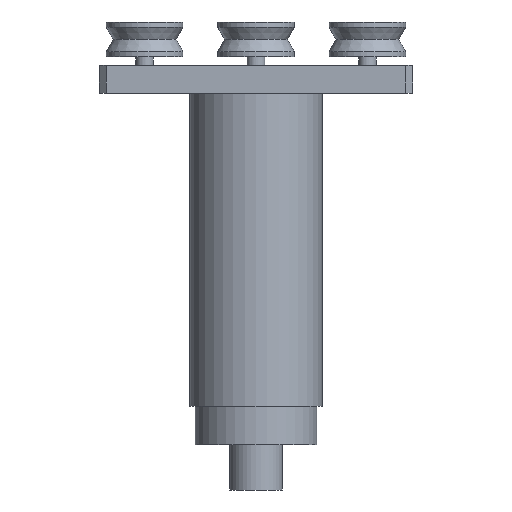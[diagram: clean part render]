
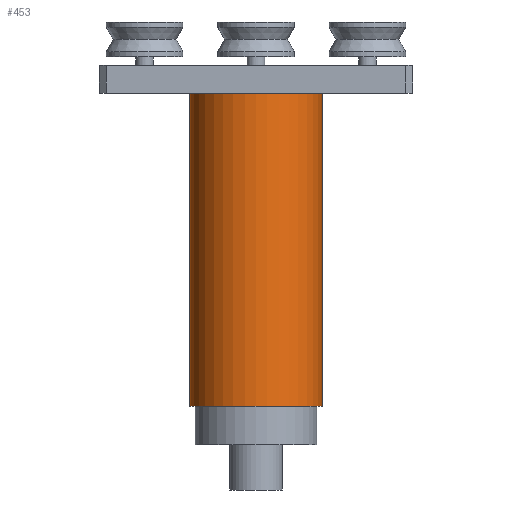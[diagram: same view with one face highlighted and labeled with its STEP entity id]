
A CAD part, front view. The second image highlights one B-rep face of the part: STEP entity #453.
In plain terms, the highlighted cylindrical face has radius 19 mm (diameter 38 mm), a partial arc.
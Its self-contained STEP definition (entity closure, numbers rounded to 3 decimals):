
#25 = DIRECTION ( 'NONE',  ( 0., 0., 1. ) ) ;
#43 = VERTEX_POINT ( 'NONE', #358 ) ;
#54 = CIRCLE ( 'NONE', #182, 19. ) ;
#67 = EDGE_CURVE ( 'NONE', #1120, #43, #1519, .T. ) ;
#70 = DIRECTION ( 'NONE',  ( 0., 0., -1. ) ) ;
#182 = AXIS2_PLACEMENT_3D ( 'NONE', #806, #1070, #1615 ) ;
#288 = LINE ( 'NONE', #497, #1704 ) ;
#336 = DIRECTION ( 'NONE',  ( -1., 0., 0. ) ) ;
#358 = CARTESIAN_POINT ( 'NONE',  ( -19., 0., -90. ) ) ;
#393 = ORIENTED_EDGE ( 'NONE', *, *, #617, .T. ) ;
#453 = ADVANCED_FACE ( 'NONE', ( #856 ), #534, .T. ) ;
#497 = CARTESIAN_POINT ( 'NONE',  ( 19., 0., -90. ) ) ;
#519 = ORIENTED_EDGE ( 'NONE', *, *, #67, .F. ) ;
#534 = CYLINDRICAL_SURFACE ( 'NONE', #923, 19. ) ;
#568 = DIRECTION ( 'NONE',  ( 0., 0., 1. ) ) ;
#609 = LINE ( 'NONE', #855, #1775 ) ;
#617 = EDGE_CURVE ( 'NONE', #845, #1046, #54, .T. ) ;
#620 = DIRECTION ( 'NONE',  ( 0., 0., 1. ) ) ;
#776 = AXIS2_PLACEMENT_3D ( 'NONE', #1548, #70, #336 ) ;
#806 = CARTESIAN_POINT ( 'NONE',  ( 0., 0., 0. ) ) ;
#833 = EDGE_CURVE ( 'NONE', #43, #1046, #609, .T. ) ;
#845 = VERTEX_POINT ( 'NONE', #1260 ) ;
#855 = CARTESIAN_POINT ( 'NONE',  ( -19., 0., -90. ) ) ;
#856 = FACE_OUTER_BOUND ( 'NONE', #1652, .T. ) ;
#923 = AXIS2_PLACEMENT_3D ( 'NONE', #1529, #568, #1236 ) ;
#1046 = VERTEX_POINT ( 'NONE', #1559 ) ;
#1070 = DIRECTION ( 'NONE',  ( 0., 0., -1. ) ) ;
#1120 = VERTEX_POINT ( 'NONE', #1166 ) ;
#1166 = CARTESIAN_POINT ( 'NONE',  ( 19., 0., -90. ) ) ;
#1189 = ORIENTED_EDGE ( 'NONE', *, *, #1436, .T. ) ;
#1236 = DIRECTION ( 'NONE',  ( 1., 0., 0. ) ) ;
#1253 = ORIENTED_EDGE ( 'NONE', *, *, #833, .F. ) ;
#1260 = CARTESIAN_POINT ( 'NONE',  ( 19., 0., 0. ) ) ;
#1436 = EDGE_CURVE ( 'NONE', #1120, #845, #288, .T. ) ;
#1519 = CIRCLE ( 'NONE', #776, 19. ) ;
#1529 = CARTESIAN_POINT ( 'NONE',  ( 0., 0., -90. ) ) ;
#1548 = CARTESIAN_POINT ( 'NONE',  ( 0., 0., -90. ) ) ;
#1559 = CARTESIAN_POINT ( 'NONE',  ( -19., 0., 0. ) ) ;
#1615 = DIRECTION ( 'NONE',  ( 1., 0., 0. ) ) ;
#1652 = EDGE_LOOP ( 'NONE', ( #1253, #519, #1189, #393 ) ) ;
#1704 = VECTOR ( 'NONE', #620, 1000. ) ;
#1775 = VECTOR ( 'NONE', #25, 1000. ) ;
